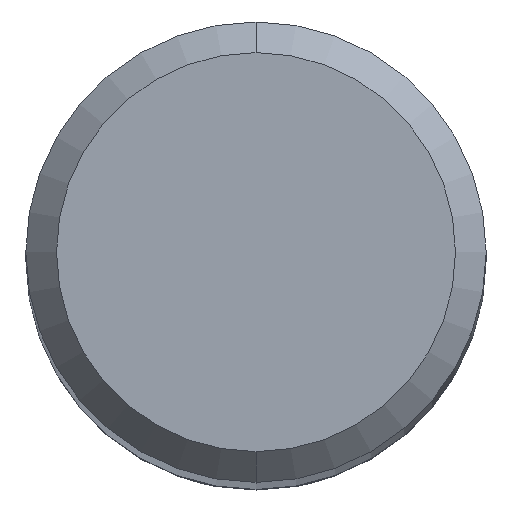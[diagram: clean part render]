
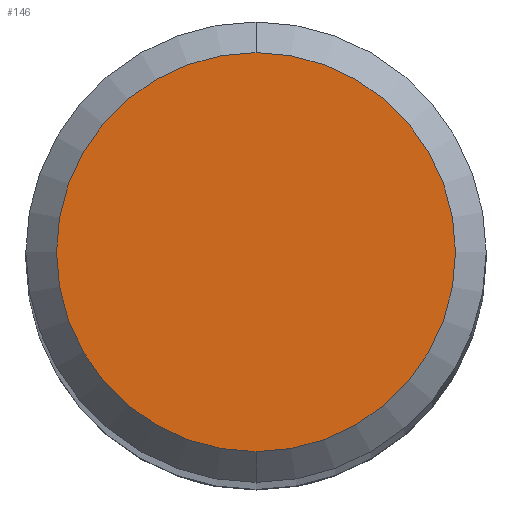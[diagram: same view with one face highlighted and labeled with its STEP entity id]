
A CAD part, top view. The second image highlights one B-rep face of the part: STEP entity #146.
In plain terms, the highlighted planar face has unit normal (0, 0, 1).
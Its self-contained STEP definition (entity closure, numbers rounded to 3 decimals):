
#112=VERTEX_POINT('',#273);
#122=EDGE_CURVE('',#112,#240,#285,.T.);
#146=ADVANCED_FACE('',(#310),#311,.T.);
#162=EDGE_CURVE('',#240,#112,#329,.T.);
#240=VERTEX_POINT('',#422);
#273=CARTESIAN_POINT('',(0.0,2.6,0.0));
#285=CIRCLE('',#466,2.6);
#310=FACE_OUTER_BOUND('',#497,.T.);
#311=PLANE('',#498);
#329=CIRCLE('',#518,2.6);
#422=CARTESIAN_POINT('',(0.,-2.6,0.0));
#466=AXIS2_PLACEMENT_3D('',#663,#664,#665);
#497=EDGE_LOOP('',(#688,#689));
#498=AXIS2_PLACEMENT_3D('',#690,#691,#692);
#518=AXIS2_PLACEMENT_3D('',#716,#717,#718);
#663=CARTESIAN_POINT('',(0.0,0.0,0.0));
#664=DIRECTION('',(0.0,0.0,-1.0));
#665=DIRECTION('',(0.0,1.0,0.0));
#688=ORIENTED_EDGE('',*,*,#122,.F.);
#689=ORIENTED_EDGE('',*,*,#162,.F.);
#690=CARTESIAN_POINT('',(0.0,1.3,0.0));
#691=DIRECTION('',(-0.0,0.0,1.0));
#692=DIRECTION('',(0.0,-1.0,0.0));
#716=CARTESIAN_POINT('',(0.0,0.0,0.0));
#717=DIRECTION('',(0.0,0.0,-1.0));
#718=DIRECTION('',(0.0,1.0,0.0));
